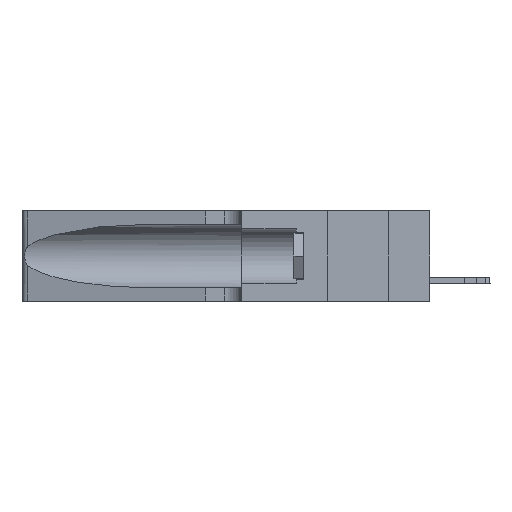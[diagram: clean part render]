
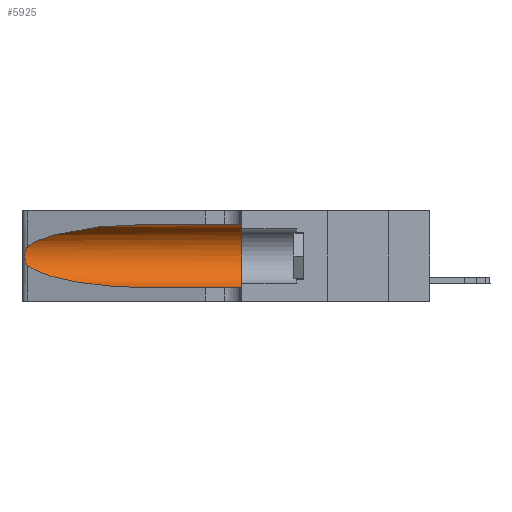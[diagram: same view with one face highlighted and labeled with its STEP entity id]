
A CAD part, left-side view. The second image highlights one B-rep face of the part: STEP entity #5925.
In plain terms, the highlighted cylindrical face has radius 3.308 mm (diameter 6.617 mm), a partial arc.
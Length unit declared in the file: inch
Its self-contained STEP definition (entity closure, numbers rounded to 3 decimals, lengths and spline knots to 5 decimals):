
#60 = VERTEX_POINT ( 'NONE', #1285 ) ;
#309 = CARTESIAN_POINT ( 'NONE',  ( 0.1305, 0.72297, 0.31525 ) ) ;
#794 = CARTESIAN_POINT ( 'NONE',  ( 0.18966, 0.96281, 0.05475 ) ) ;
#1046 = B_SPLINE_CURVE_WITH_KNOTS ( 'NONE', 3,
 ( #15593, #1824, #15518, #13944, #1681, #3399, #8816, #15365, #1746, #13718, #3474, #13793, #18894, #8669 ),
 .UNSPECIFIED., .F., .F.,
 ( 4, 2, 2, 2, 2, 2, 4 ),
 ( 0., 0.00027, 0.00053, 0.00107, 0.0016, 0.00187, 0.00214 ),
 .UNSPECIFIED. ) ;
#1136 = EDGE_CURVE ( 'NONE', #12446, #18279, #1046, .T. ) ;
#1285 = CARTESIAN_POINT ( 'NONE',  ( 0.1305, 0.35, 0.31525 ) ) ;
#1681 = CARTESIAN_POINT ( 'NONE',  ( 0.25854, 1.2359, 0.20912 ) ) ;
#1738 = VERTEX_POINT ( 'NONE', #4280 ) ;
#1746 = CARTESIAN_POINT ( 'NONE',  ( 0.26017, 1.23833, 0.17102 ) ) ;
#1824 = CARTESIAN_POINT ( 'NONE',  ( 0.25555, 1.22994, 0.2215 ) ) ;
#1954 = DIRECTION ( 'NONE',  ( 0., 0., 1. ) ) ;
#2158 = LINE ( 'NONE', #18856, #4037 ) ;
#3326 = CARTESIAN_POINT ( 'NONE',  ( 0.25487, 1.22718, 0.22369 ) ) ;
#3399 = CARTESIAN_POINT ( 'NONE',  ( 0.26018, 1.23835, 0.19895 ) ) ;
#3474 = CARTESIAN_POINT ( 'NONE',  ( 0.25789, 1.23486, 0.15765 ) ) ;
#3514 = DIRECTION ( 'NONE',  ( 0., -1., 0. ) ) ;
#3858 = EDGE_CURVE ( 'NONE', #60, #1738, #21054, .T. ) ;
#3926 =( BOUNDED_CURVE ( )  B_SPLINE_CURVE ( 3, ( #18179, #19876, #6129, #8398 ),
 .UNSPECIFIED., .F., .T. ) 
 B_SPLINE_CURVE_WITH_KNOTS ( ( 4, 4 ),
 ( 1.5708, 2.84003 ),
 .UNSPECIFIED. ) 
 CURVE ( )  GEOMETRIC_REPRESENTATION_ITEM ( )  RATIONAL_B_SPLINE_CURVE ( ( 1., 0.87, 0.87, 1. ) ) 
 REPRESENTATION_ITEM ( '' )  );
#4037 = VECTOR ( 'NONE', #3514, 39.37008 ) ;
#4280 = CARTESIAN_POINT ( 'NONE',  ( 0.1305, 0.35, 0.05475 ) ) ;
#4690 = ORIENTED_EDGE ( 'NONE', *, *, #1136, .T. ) ;
#5892 = CARTESIAN_POINT ( 'NONE',  ( 0.2373, 1.15595, 0.08982 ) ) ;
#5925 = ADVANCED_FACE ( 'NONE', ( #11658 ), #15901, .F. ) ;
#6129 = CARTESIAN_POINT ( 'NONE',  ( 0.2373, 1.15595, 0.28018 ) ) ;
#7972 = ORIENTED_EDGE ( 'NONE', *, *, #10763, .T. ) ;
#8385 = EDGE_CURVE ( 'NONE', #18279, #14661, #12305, .T. ) ;
#8398 = CARTESIAN_POINT ( 'NONE',  ( 0.25487, 1.22718, 0.22369 ) ) ;
#8669 = CARTESIAN_POINT ( 'NONE',  ( 0.25487, 1.22718, 0.14631 ) ) ;
#8816 = CARTESIAN_POINT ( 'NONE',  ( 0.26075, 1.23896, 0.19203 ) ) ;
#9289 = DIRECTION ( 'NONE',  ( 0., -1., 0. ) ) ;
#10493 = LINE ( 'NONE', #14510, #11819 ) ;
#10763 = EDGE_CURVE ( 'NONE', #11186, #12446, #3926, .T. ) ;
#10815 = CARTESIAN_POINT ( 'NONE',  ( 0.25487, 1.22718, 0.14631 ) ) ;
#11114 = CARTESIAN_POINT ( 'NONE',  ( 0.1305, 0.72297, 0.05475 ) ) ;
#11186 = VERTEX_POINT ( 'NONE', #309 ) ;
#11287 = ORIENTED_EDGE ( 'NONE', *, *, #15154, .F. ) ;
#11658 = FACE_OUTER_BOUND ( 'NONE', #15398, .T. ) ;
#11819 = VECTOR ( 'NONE', #9289, 39.37008 ) ;
#11885 = ORIENTED_EDGE ( 'NONE', *, *, #8385, .T. ) ;
#12305 =( BOUNDED_CURVE ( )  B_SPLINE_CURVE ( 3, ( #17560, #5892, #794, #11114 ),
 .UNSPECIFIED., .F., .T. ) 
 B_SPLINE_CURVE_WITH_KNOTS ( ( 4, 4 ),
 ( 3.44316, 4.71239 ),
 .UNSPECIFIED. ) 
 CURVE ( )  GEOMETRIC_REPRESENTATION_ITEM ( )  RATIONAL_B_SPLINE_CURVE ( ( 1., 0.87, 0.87, 1. ) ) 
 REPRESENTATION_ITEM ( '' )  );
#12446 = VERTEX_POINT ( 'NONE', #3326 ) ;
#13718 = CARTESIAN_POINT ( 'NONE',  ( 0.25856, 1.23593, 0.16098 ) ) ;
#13793 = CARTESIAN_POINT ( 'NONE',  ( 0.25639, 1.23186, 0.15144 ) ) ;
#13944 = CARTESIAN_POINT ( 'NONE',  ( 0.25787, 1.23484, 0.2124 ) ) ;
#14510 = CARTESIAN_POINT ( 'NONE',  ( 0.1305, 1.61858, 0.05475 ) ) ;
#14661 = VERTEX_POINT ( 'NONE', #21202 ) ;
#15154 = EDGE_CURVE ( 'NONE', #11186, #60, #2158, .T. ) ;
#15365 = CARTESIAN_POINT ( 'NONE',  ( 0.26075, 1.23896, 0.178 ) ) ;
#15398 = EDGE_LOOP ( 'NONE', ( #7972, #4690, #11885, #18869, #21615, #11287 ) ) ;
#15518 = CARTESIAN_POINT ( 'NONE',  ( 0.25639, 1.23184, 0.21858 ) ) ;
#15593 = CARTESIAN_POINT ( 'NONE',  ( 0.25487, 1.22718, 0.22369 ) ) ;
#15901 = CYLINDRICAL_SURFACE ( 'NONE', #17527, 0.13025 ) ;
#16671 = DIRECTION ( 'NONE',  ( 0., -1., 0. ) ) ;
#17527 = AXIS2_PLACEMENT_3D ( 'NONE', #21689, #16671, #18344 ) ;
#17560 = CARTESIAN_POINT ( 'NONE',  ( 0.25487, 1.22718, 0.14631 ) ) ;
#18179 = CARTESIAN_POINT ( 'NONE',  ( 0.1305, 0.72297, 0.31525 ) ) ;
#18279 = VERTEX_POINT ( 'NONE', #10815 ) ;
#18344 = DIRECTION ( 'NONE',  ( 0., 0., -1. ) ) ;
#18856 = CARTESIAN_POINT ( 'NONE',  ( 0.1305, 1.61858, 0.31525 ) ) ;
#18869 = ORIENTED_EDGE ( 'NONE', *, *, #21616, .T. ) ;
#18894 = CARTESIAN_POINT ( 'NONE',  ( 0.25555, 1.22993, 0.14849 ) ) ;
#18945 = CARTESIAN_POINT ( 'NONE',  ( 0.1305, 0.35, 0.185 ) ) ;
#19089 = DIRECTION ( 'NONE',  ( 0., 1., 0. ) ) ;
#19876 = CARTESIAN_POINT ( 'NONE',  ( 0.18966, 0.96281, 0.31525 ) ) ;
#20570 = AXIS2_PLACEMENT_3D ( 'NONE', #18945, #19089, #1954 ) ;
#21054 = CIRCLE ( 'NONE', #20570, 0.13025 ) ;
#21202 = CARTESIAN_POINT ( 'NONE',  ( 0.1305, 0.72297, 0.05475 ) ) ;
#21615 = ORIENTED_EDGE ( 'NONE', *, *, #3858, .F. ) ;
#21616 = EDGE_CURVE ( 'NONE', #14661, #1738, #10493, .T. ) ;
#21689 = CARTESIAN_POINT ( 'NONE',  ( 0.1305, 1.61858, 0.185 ) ) ;
